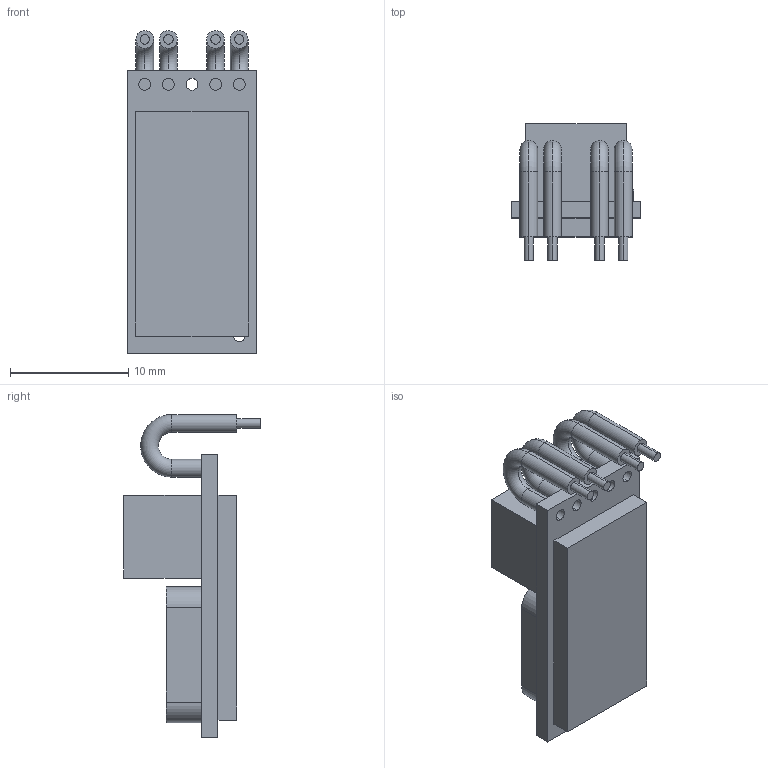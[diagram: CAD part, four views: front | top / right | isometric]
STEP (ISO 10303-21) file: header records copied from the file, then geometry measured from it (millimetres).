
FILE_DESCRIPTION (( 'STEP AP214' ), '1' );
FILE_NAME ('AK-220V-118.STEP', '2019-01-01T17:28:13', ( '' ), ( '' ), 'SwSTEP 2.0', 'SolidWorks 2017', '' );
FILE_SCHEMA (( 'AUTOMOTIVE_DESIGN' ));
Length unit declared in the file: millimetre
Products named in the file (1): AK-220V-118
Bounding box: 11 x 11.6 x 27.35 mm (x, y, z)
Volume: 1284.2 mm3; surface area: 1691.6 mm2
Topology: 2 solids, 2 shells, 84 faces, 179 edges, 114 vertices
Faces by surface type: cylinder 39, plane 37, torus 8
Entity records: 3091 total; most frequent: DIRECTION 435, CARTESIAN_POINT 378, ORIENTED_EDGE 358, EDGE_CURVE 179, AXIS2_PLACEMENT_3D 171, VERTEX_POINT 114, EDGE_LOOP 103, VECTOR 93
